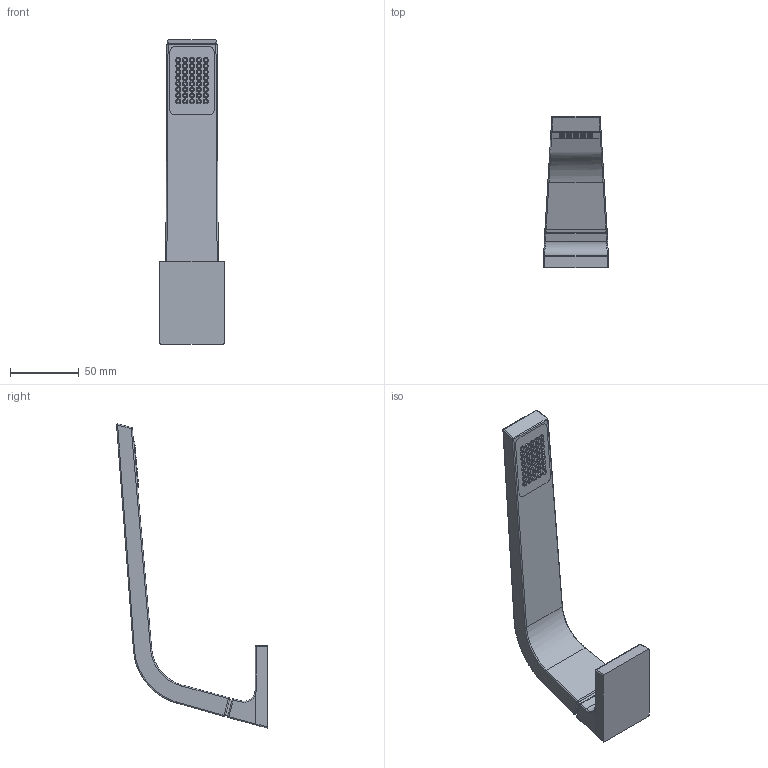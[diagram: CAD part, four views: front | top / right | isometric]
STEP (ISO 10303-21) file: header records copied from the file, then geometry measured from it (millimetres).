
FILE_DESCRIPTION (( 'STEP AP214' ), '1' );
FILE_NAME ('13714705.STEP', '2017-07-10T06:39:28', ( '' ), ( '' ), 'SwSTEP 2.0', 'SolidWorks 2014', '' );
FILE_SCHEMA (( 'AUTOMOTIVE_DESIGN' ));
Length unit declared in the file: millimetre
Products named in the file (6): Planungsmodell_Platte-+-09.11.02.299.90-01_K4; Planungsmodell_Auslauf-+-09.11.70.002.90-01; Planungsmodell_Koerper-+-09.19.70.002.90-01; 13714705; Planungsmodell_Platte-+-09.11.02.299.90-01_K2; Planungsmodell_Platte-+-09.11.02.299.90-01_K3
Assembly tree (44 placements, depth 3):
  13714705
    Planungsmodell_Koerper-+-09.19.70.002.90-01
    Planungsmodell_Auslauf-+-09.11.70.002.90-01
    Planungsmodell_Platte-+-09.11.02.299.90-01_K2
      Planungsmodell_Platte-+-09.11.02.299.90-01_K4
      Planungsmodell_Platte-+-09.11.02.299.90-01_K3  x40
Bounding box: 47 x 109.61 x 221.07 mm (x, y, z)
Volume: 159959.7 mm3; surface area: 39415.8 mm2
Topology: 43 solids, 43 shells, 338 faces, 630 edges, 371 vertices
Faces by surface type: cylinder 120, plane 109, torus 82, sphere 21, bspline 6
Entity records: 3549 total; most frequent: CARTESIAN_POINT 796, DIRECTION 598, ORIENTED_EDGE 456, AXIS2_PLACEMENT_3D 246, EDGE_CURVE 228, VERTEX_POINT 133, LINE 106, VECTOR 106
